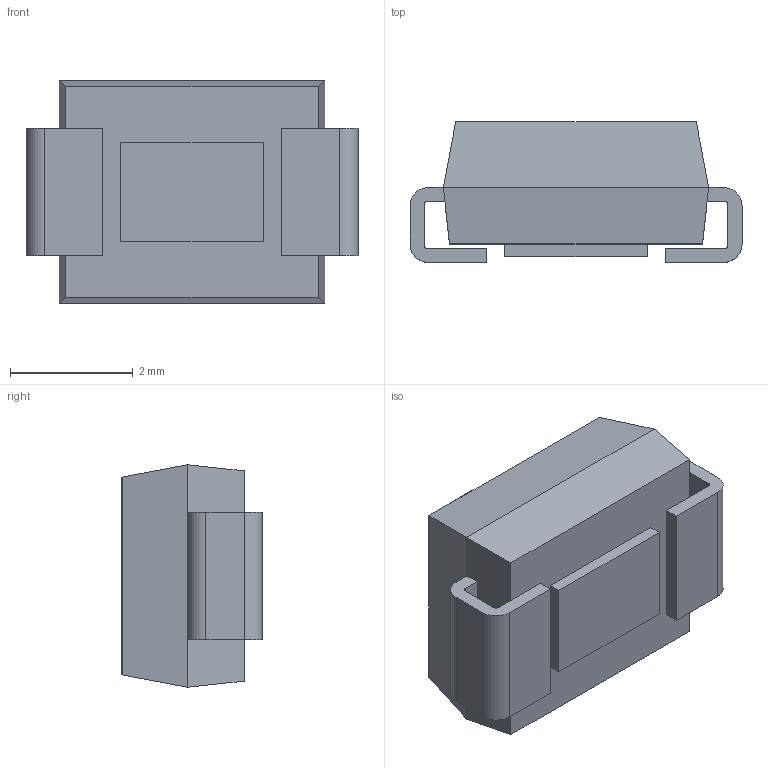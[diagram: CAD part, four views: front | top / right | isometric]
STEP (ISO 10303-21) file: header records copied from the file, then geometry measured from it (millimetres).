
FILE_DESCRIPTION(/* description */ (''),/* implementation_level */ '2;1');
FILE_NAME(/* name */ 'SMBJ8.0D-M3H.step',/* time_stamp */ '2022-03-27T00:34:17-06:00',/* author */ (''),/* organization */ (''),/* preprocessor_version */ 'ST-DEVELOPER v18.1',/* originating_system */ 'Autodesk Translation Framework v10.13.0.1454',/* authorisation */ '');
FILE_SCHEMA (('AUTOMOTIVE_DESIGN { 1 0 10303 214 3 1 1 }'));
Length unit declared in the file: millimetre
Products named in the file (1): SMBJ8.0D-M3/H
Bounding box: 5.4 x 2.29 x 3.62 mm (x, y, z)
Volume: 31.7 mm3; surface area: 86.4 mm2
Topology: 4 solids, 4 shells, 49 faces, 116 edges, 76 vertices
Faces by surface type: plane 41, cylinder 8
Entity records: 1438 total; most frequent: CARTESIAN_POINT 242, ORIENTED_EDGE 232, DIRECTION 232, EDGE_CURVE 116, LINE 100, VECTOR 100, VERTEX_POINT 76, AXIS2_PLACEMENT_3D 66
